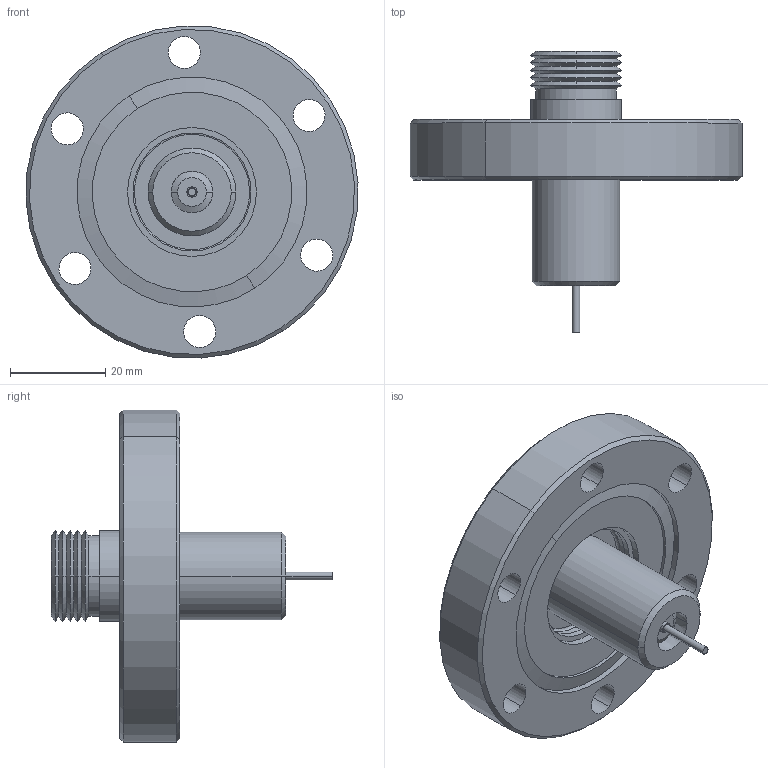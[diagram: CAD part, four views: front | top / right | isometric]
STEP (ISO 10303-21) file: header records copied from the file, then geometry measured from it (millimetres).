
FILE_DESCRIPTION (( 'STEP AP203' ), '1' );
FILE_NAME ('A2605-1-CF.STEP', '2013-06-12T12:18:44', ( '' ), ( '' ), 'SwSTEP 2.0', 'SolidWorks 2012', '' );
FILE_SCHEMA (( 'CONFIG_CONTROL_DESIGN' ));
Length unit declared in the file: inch
Products named in the file (1): A2605-1-CF
Bounding box: 69.74 x 59.11 x 69.74 mm (x, y, z)
Volume: 48065.3 mm3; surface area: 17396.1 mm2
Topology: 2 solids, 2 shells, 115 faces, 260 edges, 165 vertices
Faces by surface type: cylinder 48, cone 40, plane 21, bspline 6
Entity records: 3809 total; most frequent: CARTESIAN_POINT 1005, DIRECTION 640, ORIENTED_EDGE 516, AXIS2_PLACEMENT_3D 276, EDGE_CURVE 258, CIRCLE 166, VERTEX_POINT 165, EDGE_LOOP 147
